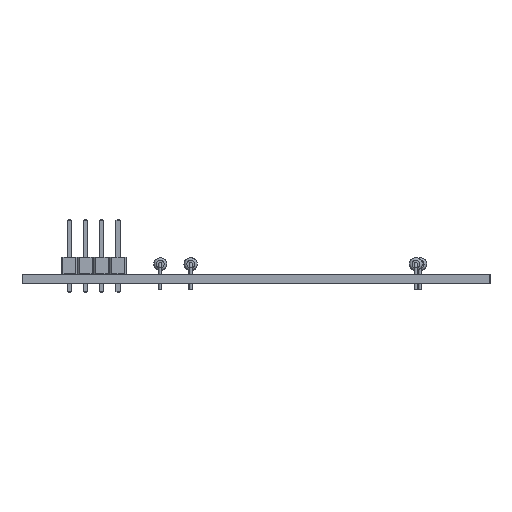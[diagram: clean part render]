
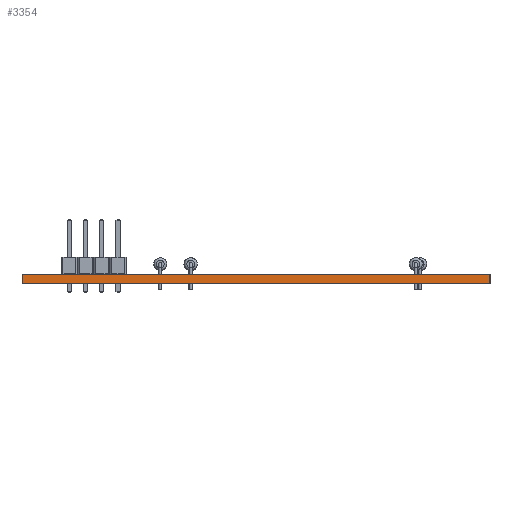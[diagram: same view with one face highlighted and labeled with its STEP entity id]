
A CAD part, left-side view. The second image highlights one B-rep face of the part: STEP entity #3354.
In plain terms, the highlighted planar face has unit normal (-1, 0, 0).
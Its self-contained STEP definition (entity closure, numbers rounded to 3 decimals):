
#3298 = VERTEX_POINT('',#3299);
#3299 = CARTESIAN_POINT('',(105.41,-140.919,1.51));
#3305 = EDGE_CURVE('',#3306,#3298,#3308,.T.);
#3306 = VERTEX_POINT('',#3307);
#3307 = CARTESIAN_POINT('',(105.41,-140.919,0.));
#3308 = LINE('',#3309,#3310);
#3309 = CARTESIAN_POINT('',(105.41,-140.919,0.));
#3310 = VECTOR('',#3311,1.);
#3311 = DIRECTION('',(0.,0.,1.));
#3354 = ADVANCED_FACE('',(#3355),#3380,.T.);
#3355 = FACE_BOUND('',#3356,.T.);
#3356 = EDGE_LOOP('',(#3357,#3358,#3366,#3374));
#3357 = ORIENTED_EDGE('',*,*,#3305,.T.);
#3358 = ORIENTED_EDGE('',*,*,#3359,.T.);
#3359 = EDGE_CURVE('',#3298,#3360,#3362,.T.);
#3360 = VERTEX_POINT('',#3361);
#3361 = CARTESIAN_POINT('',(105.41,-67.513,1.51));
#3362 = LINE('',#3363,#3364);
#3363 = CARTESIAN_POINT('',(105.41,-140.919,1.51));
#3364 = VECTOR('',#3365,1.);
#3365 = DIRECTION('',(0.,1.,0.));
#3366 = ORIENTED_EDGE('',*,*,#3367,.F.);
#3367 = EDGE_CURVE('',#3368,#3360,#3370,.T.);
#3368 = VERTEX_POINT('',#3369);
#3369 = CARTESIAN_POINT('',(105.41,-67.513,0.));
#3370 = LINE('',#3371,#3372);
#3371 = CARTESIAN_POINT('',(105.41,-67.513,0.));
#3372 = VECTOR('',#3373,1.);
#3373 = DIRECTION('',(0.,0.,1.));
#3374 = ORIENTED_EDGE('',*,*,#3375,.F.);
#3375 = EDGE_CURVE('',#3306,#3368,#3376,.T.);
#3376 = LINE('',#3377,#3378);
#3377 = CARTESIAN_POINT('',(105.41,-140.919,0.));
#3378 = VECTOR('',#3379,1.);
#3379 = DIRECTION('',(0.,1.,0.));
#3380 = PLANE('',#3381);
#3381 = AXIS2_PLACEMENT_3D('',#3382,#3383,#3384);
#3382 = CARTESIAN_POINT('',(105.41,-140.919,0.));
#3383 = DIRECTION('',(-1.,0.,0.));
#3384 = DIRECTION('',(0.,1.,0.));
